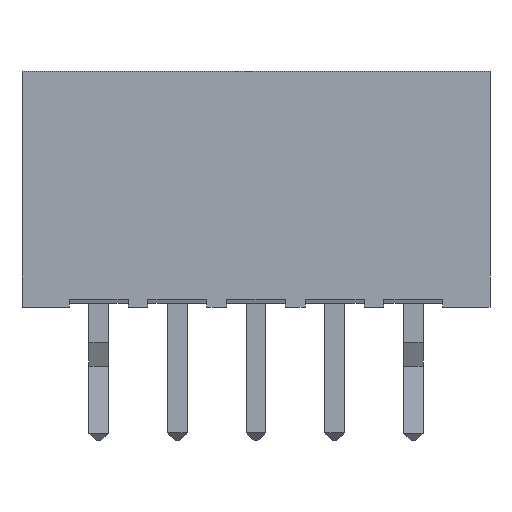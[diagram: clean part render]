
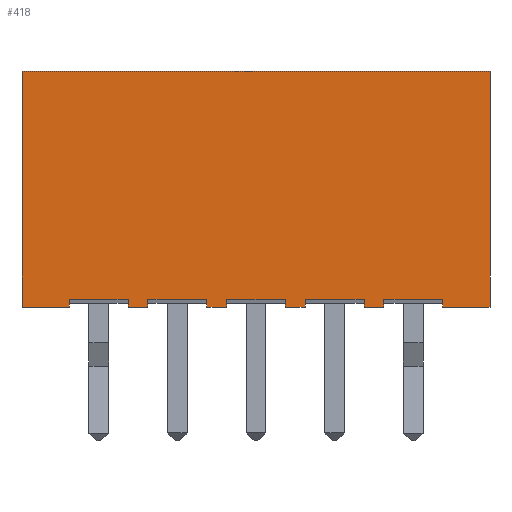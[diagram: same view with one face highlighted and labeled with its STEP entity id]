
A CAD part, front view. The second image highlights one B-rep face of the part: STEP entity #418.
In plain terms, the highlighted planar face has unit normal (0, -1, 0).
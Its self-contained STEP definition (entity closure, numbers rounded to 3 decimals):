
#32 = VERTEX_POINT('',#33);
#33 = CARTESIAN_POINT('',(9.95,-2.8,0.));
#39 = EDGE_CURVE('',#40,#32,#42,.T.);
#40 = VERTEX_POINT('',#41);
#41 = CARTESIAN_POINT('',(8.75,-2.8,0.));
#42 = LINE('',#43,#44);
#43 = CARTESIAN_POINT('',(-1.95,-2.8,0.));
#44 = VECTOR('',#45,1.);
#45 = DIRECTION('',(1.,0.,0.));
#384 = EDGE_CURVE('',#385,#40,#387,.T.);
#385 = VERTEX_POINT('',#386);
#386 = CARTESIAN_POINT('',(8.75,-2.8,0.2));
#387 = LINE('',#388,#389);
#388 = CARTESIAN_POINT('',(8.75,-2.8,0.2));
#389 = VECTOR('',#390,1.);
#390 = DIRECTION('',(0.,0.,-1.));
#418 = ADVANCED_FACE('',(#419),#597,.F.);
#419 = FACE_BOUND('',#420,.F.);
#420 = EDGE_LOOP('',(#421,#431,#439,#447,#453,#454,#455,#463,#471,#479,
#487,#495,#503,#511,#519,#527,#535,#543,#551,#559,#567,#575,#583,
#591));
#421 = ORIENTED_EDGE('',*,*,#422,.F.);
#422 = EDGE_CURVE('',#423,#425,#427,.T.);
#423 = VERTEX_POINT('',#424);
#424 = CARTESIAN_POINT('',(-1.95,-2.8,0.));
#425 = VERTEX_POINT('',#426);
#426 = CARTESIAN_POINT('',(-0.75,-2.8,0.));
#427 = LINE('',#428,#429);
#428 = CARTESIAN_POINT('',(-1.95,-2.8,0.));
#429 = VECTOR('',#430,1.);
#430 = DIRECTION('',(1.,0.,0.));
#431 = ORIENTED_EDGE('',*,*,#432,.T.);
#432 = EDGE_CURVE('',#423,#433,#435,.T.);
#433 = VERTEX_POINT('',#434);
#434 = CARTESIAN_POINT('',(-1.95,-2.8,6.));
#435 = LINE('',#436,#437);
#436 = CARTESIAN_POINT('',(-1.95,-2.8,0.));
#437 = VECTOR('',#438,1.);
#438 = DIRECTION('',(0.,0.,1.));
#439 = ORIENTED_EDGE('',*,*,#440,.T.);
#440 = EDGE_CURVE('',#433,#441,#443,.T.);
#441 = VERTEX_POINT('',#442);
#442 = CARTESIAN_POINT('',(9.95,-2.8,6.));
#443 = LINE('',#444,#445);
#444 = CARTESIAN_POINT('',(-1.95,-2.8,6.));
#445 = VECTOR('',#446,1.);
#446 = DIRECTION('',(1.,0.,0.));
#447 = ORIENTED_EDGE('',*,*,#448,.F.);
#448 = EDGE_CURVE('',#32,#441,#449,.T.);
#449 = LINE('',#450,#451);
#450 = CARTESIAN_POINT('',(9.95,-2.8,0.));
#451 = VECTOR('',#452,1.);
#452 = DIRECTION('',(0.,0.,1.));
#453 = ORIENTED_EDGE('',*,*,#39,.F.);
#454 = ORIENTED_EDGE('',*,*,#384,.F.);
#455 = ORIENTED_EDGE('',*,*,#456,.T.);
#456 = EDGE_CURVE('',#385,#457,#459,.T.);
#457 = VERTEX_POINT('',#458);
#458 = CARTESIAN_POINT('',(7.25,-2.8,0.2));
#459 = LINE('',#460,#461);
#460 = CARTESIAN_POINT('',(8.75,-2.8,0.2));
#461 = VECTOR('',#462,1.);
#462 = DIRECTION('',(-1.,0.,0.));
#463 = ORIENTED_EDGE('',*,*,#464,.T.);
#464 = EDGE_CURVE('',#457,#465,#467,.T.);
#465 = VERTEX_POINT('',#466);
#466 = CARTESIAN_POINT('',(7.25,-2.8,0.));
#467 = LINE('',#468,#469);
#468 = CARTESIAN_POINT('',(7.25,-2.8,0.2));
#469 = VECTOR('',#470,1.);
#470 = DIRECTION('',(0.,0.,-1.));
#471 = ORIENTED_EDGE('',*,*,#472,.F.);
#472 = EDGE_CURVE('',#473,#465,#475,.T.);
#473 = VERTEX_POINT('',#474);
#474 = CARTESIAN_POINT('',(6.75,-2.8,0.));
#475 = LINE('',#476,#477);
#476 = CARTESIAN_POINT('',(-1.95,-2.8,0.));
#477 = VECTOR('',#478,1.);
#478 = DIRECTION('',(1.,0.,0.));
#479 = ORIENTED_EDGE('',*,*,#480,.F.);
#480 = EDGE_CURVE('',#481,#473,#483,.T.);
#481 = VERTEX_POINT('',#482);
#482 = CARTESIAN_POINT('',(6.75,-2.8,0.2));
#483 = LINE('',#484,#485);
#484 = CARTESIAN_POINT('',(6.75,-2.8,0.2));
#485 = VECTOR('',#486,1.);
#486 = DIRECTION('',(0.,0.,-1.));
#487 = ORIENTED_EDGE('',*,*,#488,.T.);
#488 = EDGE_CURVE('',#481,#489,#491,.T.);
#489 = VERTEX_POINT('',#490);
#490 = CARTESIAN_POINT('',(5.25,-2.8,0.2));
#491 = LINE('',#492,#493);
#492 = CARTESIAN_POINT('',(6.75,-2.8,0.2));
#493 = VECTOR('',#494,1.);
#494 = DIRECTION('',(-1.,0.,0.));
#495 = ORIENTED_EDGE('',*,*,#496,.T.);
#496 = EDGE_CURVE('',#489,#497,#499,.T.);
#497 = VERTEX_POINT('',#498);
#498 = CARTESIAN_POINT('',(5.25,-2.8,0.));
#499 = LINE('',#500,#501);
#500 = CARTESIAN_POINT('',(5.25,-2.8,0.2));
#501 = VECTOR('',#502,1.);
#502 = DIRECTION('',(0.,0.,-1.));
#503 = ORIENTED_EDGE('',*,*,#504,.F.);
#504 = EDGE_CURVE('',#505,#497,#507,.T.);
#505 = VERTEX_POINT('',#506);
#506 = CARTESIAN_POINT('',(4.75,-2.8,0.));
#507 = LINE('',#508,#509);
#508 = CARTESIAN_POINT('',(-1.95,-2.8,0.));
#509 = VECTOR('',#510,1.);
#510 = DIRECTION('',(1.,0.,0.));
#511 = ORIENTED_EDGE('',*,*,#512,.F.);
#512 = EDGE_CURVE('',#513,#505,#515,.T.);
#513 = VERTEX_POINT('',#514);
#514 = CARTESIAN_POINT('',(4.75,-2.8,0.2));
#515 = LINE('',#516,#517);
#516 = CARTESIAN_POINT('',(4.75,-2.8,0.2));
#517 = VECTOR('',#518,1.);
#518 = DIRECTION('',(0.,0.,-1.));
#519 = ORIENTED_EDGE('',*,*,#520,.T.);
#520 = EDGE_CURVE('',#513,#521,#523,.T.);
#521 = VERTEX_POINT('',#522);
#522 = CARTESIAN_POINT('',(3.25,-2.8,0.2));
#523 = LINE('',#524,#525);
#524 = CARTESIAN_POINT('',(4.75,-2.8,0.2));
#525 = VECTOR('',#526,1.);
#526 = DIRECTION('',(-1.,0.,0.));
#527 = ORIENTED_EDGE('',*,*,#528,.T.);
#528 = EDGE_CURVE('',#521,#529,#531,.T.);
#529 = VERTEX_POINT('',#530);
#530 = CARTESIAN_POINT('',(3.25,-2.8,0.));
#531 = LINE('',#532,#533);
#532 = CARTESIAN_POINT('',(3.25,-2.8,0.2));
#533 = VECTOR('',#534,1.);
#534 = DIRECTION('',(0.,0.,-1.));
#535 = ORIENTED_EDGE('',*,*,#536,.F.);
#536 = EDGE_CURVE('',#537,#529,#539,.T.);
#537 = VERTEX_POINT('',#538);
#538 = CARTESIAN_POINT('',(2.75,-2.8,0.));
#539 = LINE('',#540,#541);
#540 = CARTESIAN_POINT('',(-1.95,-2.8,0.));
#541 = VECTOR('',#542,1.);
#542 = DIRECTION('',(1.,0.,0.));
#543 = ORIENTED_EDGE('',*,*,#544,.F.);
#544 = EDGE_CURVE('',#545,#537,#547,.T.);
#545 = VERTEX_POINT('',#546);
#546 = CARTESIAN_POINT('',(2.75,-2.8,0.2));
#547 = LINE('',#548,#549);
#548 = CARTESIAN_POINT('',(2.75,-2.8,0.2));
#549 = VECTOR('',#550,1.);
#550 = DIRECTION('',(0.,0.,-1.));
#551 = ORIENTED_EDGE('',*,*,#552,.T.);
#552 = EDGE_CURVE('',#545,#553,#555,.T.);
#553 = VERTEX_POINT('',#554);
#554 = CARTESIAN_POINT('',(1.25,-2.8,0.2));
#555 = LINE('',#556,#557);
#556 = CARTESIAN_POINT('',(2.75,-2.8,0.2));
#557 = VECTOR('',#558,1.);
#558 = DIRECTION('',(-1.,0.,0.));
#559 = ORIENTED_EDGE('',*,*,#560,.T.);
#560 = EDGE_CURVE('',#553,#561,#563,.T.);
#561 = VERTEX_POINT('',#562);
#562 = CARTESIAN_POINT('',(1.25,-2.8,0.));
#563 = LINE('',#564,#565);
#564 = CARTESIAN_POINT('',(1.25,-2.8,0.2));
#565 = VECTOR('',#566,1.);
#566 = DIRECTION('',(0.,0.,-1.));
#567 = ORIENTED_EDGE('',*,*,#568,.F.);
#568 = EDGE_CURVE('',#569,#561,#571,.T.);
#569 = VERTEX_POINT('',#570);
#570 = CARTESIAN_POINT('',(0.75,-2.8,0.));
#571 = LINE('',#572,#573);
#572 = CARTESIAN_POINT('',(-1.95,-2.8,0.));
#573 = VECTOR('',#574,1.);
#574 = DIRECTION('',(1.,0.,0.));
#575 = ORIENTED_EDGE('',*,*,#576,.F.);
#576 = EDGE_CURVE('',#577,#569,#579,.T.);
#577 = VERTEX_POINT('',#578);
#578 = CARTESIAN_POINT('',(0.75,-2.8,0.2));
#579 = LINE('',#580,#581);
#580 = CARTESIAN_POINT('',(0.75,-2.8,0.2));
#581 = VECTOR('',#582,1.);
#582 = DIRECTION('',(0.,0.,-1.));
#583 = ORIENTED_EDGE('',*,*,#584,.T.);
#584 = EDGE_CURVE('',#577,#585,#587,.T.);
#585 = VERTEX_POINT('',#586);
#586 = CARTESIAN_POINT('',(-0.75,-2.8,0.2));
#587 = LINE('',#588,#589);
#588 = CARTESIAN_POINT('',(0.75,-2.8,0.2));
#589 = VECTOR('',#590,1.);
#590 = DIRECTION('',(-1.,0.,0.));
#591 = ORIENTED_EDGE('',*,*,#592,.T.);
#592 = EDGE_CURVE('',#585,#425,#593,.T.);
#593 = LINE('',#594,#595);
#594 = CARTESIAN_POINT('',(-0.75,-2.8,0.2));
#595 = VECTOR('',#596,1.);
#596 = DIRECTION('',(0.,0.,-1.));
#597 = PLANE('',#598);
#598 = AXIS2_PLACEMENT_3D('',#599,#600,#601);
#599 = CARTESIAN_POINT('',(-1.95,-2.8,0.));
#600 = DIRECTION('',(0.,1.,0.));
#601 = DIRECTION('',(1.,0.,0.));
